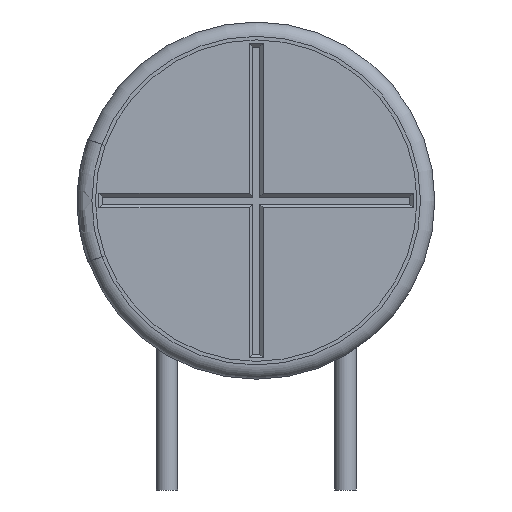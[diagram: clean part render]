
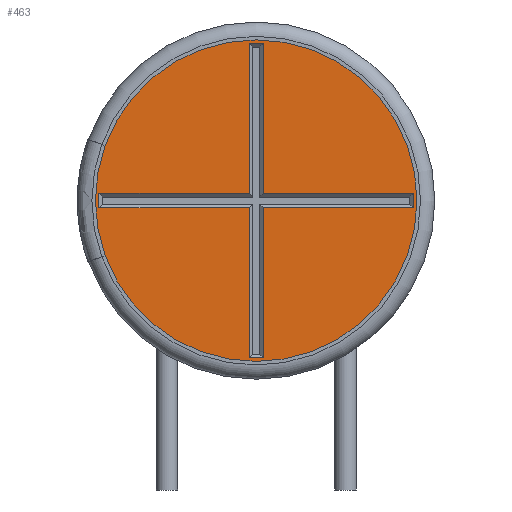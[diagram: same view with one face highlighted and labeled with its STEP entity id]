
A CAD part, left-side view. The second image highlights one B-rep face of the part: STEP entity #463.
In plain terms, the highlighted planar face has unit normal (-1, 0, 0).
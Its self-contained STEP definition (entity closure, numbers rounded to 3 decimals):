
#463=ADVANCED_FACE('',(#1123,#1125),#1127,.T.);
#1123=FACE_BOUND('',#1124,.T.);
#1124=EDGE_LOOP('',(#1652));
#1125=FACE_BOUND('',#1126,.T.);
#1126=EDGE_LOOP('',(#1653,#1654,#1655,#1656,#1657,#1658,#1659,#1660,#1661,#1662,
#1663,#1664));
#1127=PLANE('',#1128);
#1128=AXIS2_PLACEMENT_3D('',#1129,#1130,#1131);
#1129=CARTESIAN_POINT('',(-26.7,0.,0.));
#1130=DIRECTION('',(-1.,0.,0.));
#1131=DIRECTION('',(0.,0.,1.));
#1652=ORIENTED_EDGE('',*,*,#1932,.T.);
#1653=ORIENTED_EDGE('',*,*,#1938,.T.);
#1654=ORIENTED_EDGE('',*,*,#1939,.T.);
#1655=ORIENTED_EDGE('',*,*,#1940,.T.);
#1656=ORIENTED_EDGE('',*,*,#1941,.T.);
#1657=ORIENTED_EDGE('',*,*,#1942,.T.);
#1658=ORIENTED_EDGE('',*,*,#1943,.T.);
#1659=ORIENTED_EDGE('',*,*,#1944,.T.);
#1660=ORIENTED_EDGE('',*,*,#1945,.T.);
#1661=ORIENTED_EDGE('',*,*,#1946,.T.);
#1662=ORIENTED_EDGE('',*,*,#1947,.T.);
#1663=ORIENTED_EDGE('',*,*,#1948,.T.);
#1664=ORIENTED_EDGE('',*,*,#1949,.T.);
#1932=EDGE_CURVE('',#2218,#2218,#2219,.T.);
#1938=EDGE_CURVE('',#2230,#2231,#2232,.F.);
#1939=EDGE_CURVE('',#2231,#2233,#2234,.F.);
#1940=EDGE_CURVE('',#2233,#2235,#2236,.F.);
#1941=EDGE_CURVE('',#2235,#2237,#2238,.F.);
#1942=EDGE_CURVE('',#2237,#2239,#2240,.F.);
#1943=EDGE_CURVE('',#2239,#2241,#2242,.F.);
#1944=EDGE_CURVE('',#2241,#2243,#2244,.F.);
#1945=EDGE_CURVE('',#2243,#2245,#2246,.F.);
#1946=EDGE_CURVE('',#2245,#2247,#2248,.F.);
#1947=EDGE_CURVE('',#2247,#2249,#2250,.F.);
#1948=EDGE_CURVE('',#2249,#2251,#2252,.F.);
#1949=EDGE_CURVE('',#2251,#2230,#2253,.F.);
#2218=VERTEX_POINT('',#2892);
#2219=CIRCLE('',#2893,4.5);
#2230=VERTEX_POINT('',#2920);
#2231=VERTEX_POINT('',#2921);
#2232=LINE('',#2922,#2923);
#2233=VERTEX_POINT('',#2925);
#2234=LINE('',#2926,#2927);
#2235=VERTEX_POINT('',#2929);
#2236=LINE('',#2930,#2931);
#2237=VERTEX_POINT('',#2933);
#2238=LINE('',#2934,#2935);
#2239=VERTEX_POINT('',#2937);
#2240=LINE('',#2938,#2939);
#2241=VERTEX_POINT('',#2941);
#2242=LINE('',#2942,#2943);
#2243=VERTEX_POINT('',#2945);
#2244=LINE('',#2946,#2947);
#2245=VERTEX_POINT('',#2949);
#2246=LINE('',#2950,#2951);
#2247=VERTEX_POINT('',#2953);
#2248=LINE('',#2954,#2955);
#2249=VERTEX_POINT('',#2957);
#2250=LINE('',#2958,#2959);
#2251=VERTEX_POINT('',#2961);
#2252=LINE('',#2962,#2963);
#2253=LINE('',#2965,#2966);
#2892=CARTESIAN_POINT('',(-26.7,0.,9.6));
#2893=AXIS2_PLACEMENT_3D('',#2894,#2895,#2896);
#2894=CARTESIAN_POINT('',(-26.7,0.,5.1));
#2895=DIRECTION('',(-1.,0.,0.));
#2896=DIRECTION('',(0.,0.,1.));
#2920=CARTESIAN_POINT('',(-26.7,-0.2,5.3));
#2921=CARTESIAN_POINT('',(-26.7,-4.4,5.3));
#2922=CARTESIAN_POINT('',(-26.7,-4.4,5.3));
#2923=VECTOR('',#2924,1.);
#2924=DIRECTION('',(0.,1.,0.));
#2925=CARTESIAN_POINT('',(-26.7,-4.4,4.9));
#2926=CARTESIAN_POINT('',(-26.7,-4.4,4.9));
#2927=VECTOR('',#2928,1.);
#2928=DIRECTION('',(0.,0.,1.));
#2929=CARTESIAN_POINT('',(-26.7,-0.2,4.9));
#2930=CARTESIAN_POINT('',(-26.7,-0.2,4.9));
#2931=VECTOR('',#2932,1.);
#2932=DIRECTION('',(0.,-1.,0.));
#2933=CARTESIAN_POINT('',(-26.7,-0.2,0.7));
#2934=CARTESIAN_POINT('',(-26.7,-0.2,0.7));
#2935=VECTOR('',#2936,1.);
#2936=DIRECTION('',(0.,0.,1.));
#2937=CARTESIAN_POINT('',(-26.7,0.2,0.7));
#2938=CARTESIAN_POINT('',(-26.7,0.2,0.7));
#2939=VECTOR('',#2940,1.);
#2940=DIRECTION('',(0.,-1.,0.));
#2941=CARTESIAN_POINT('',(-26.7,0.2,4.9));
#2942=CARTESIAN_POINT('',(-26.7,0.2,4.9));
#2943=VECTOR('',#2944,1.);
#2944=DIRECTION('',(0.,0.,-1.));
#2945=CARTESIAN_POINT('',(-26.7,4.4,4.9));
#2946=CARTESIAN_POINT('',(-26.7,4.4,4.9));
#2947=VECTOR('',#2948,1.);
#2948=DIRECTION('',(0.,-1.,0.));
#2949=CARTESIAN_POINT('',(-26.7,4.4,5.3));
#2950=CARTESIAN_POINT('',(-26.7,4.4,5.3));
#2951=VECTOR('',#2952,1.);
#2952=DIRECTION('',(0.,0.,-1.));
#2953=CARTESIAN_POINT('',(-26.7,0.2,5.3));
#2954=CARTESIAN_POINT('',(-26.7,0.2,5.3));
#2955=VECTOR('',#2956,1.);
#2956=DIRECTION('',(0.,1.,0.));
#2957=CARTESIAN_POINT('',(-26.7,0.2,9.5));
#2958=CARTESIAN_POINT('',(-26.7,0.2,9.5));
#2959=VECTOR('',#2960,1.);
#2960=DIRECTION('',(0.,0.,-1.));
#2961=CARTESIAN_POINT('',(-26.7,-0.2,9.5));
#2962=CARTESIAN_POINT('',(-26.7,-0.2,9.5));
#2963=VECTOR('',#2964,1.);
#2964=DIRECTION('',(0.,1.,0.));
#2965=CARTESIAN_POINT('',(-26.7,-0.2,5.3));
#2966=VECTOR('',#2967,1.);
#2967=DIRECTION('',(0.,0.,1.));
